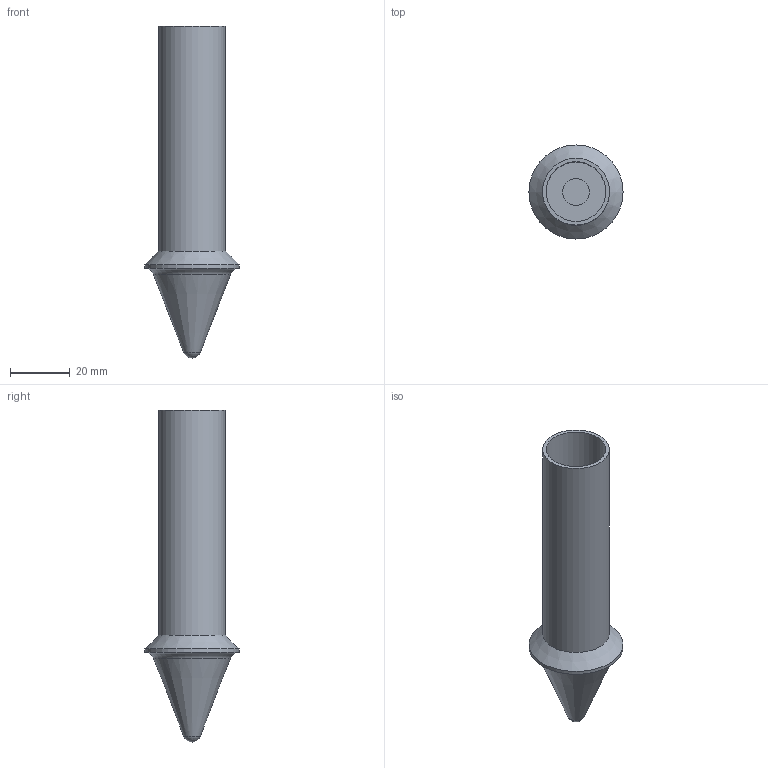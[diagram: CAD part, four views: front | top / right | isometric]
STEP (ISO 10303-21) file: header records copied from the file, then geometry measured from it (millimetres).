
FILE_DESCRIPTION(/* description */ ('','CAx-IF Rec.Pracs.---Representation and Presentation of Product Manufacturing Information (PMI)---4.0---2014-10-13'),/* implementation_level */ '2;1');
FILE_NAME(/* name */ 'Static Marker Barrel.stp',/* time_stamp */ '2022-05-22T14:37:43-04:00',/* author */ ('smiku'),/* organization */ (''),/* preprocessor_version */ 'ST-DEVELOPER v18.1',/* originating_system */ 'Autodesk Inventor 2022',/* authorisation */ '');
FILE_SCHEMA (('AP242_MANAGED_MODEL_BASED_3D_ENGINEERING_MIM_LF { 1 0 10303 442 1 1 4 }'));
Length unit declared in the file: millimetre
Products named in the file (1): Static Marker Barrel
Bounding box: 31.5 x 31.5 x 111.2 mm (x, y, z)
Volume: 15759.8 mm3; surface area: 13421.9 mm2
Topology: 1 solids, 1 shells, 11 faces, 21 edges, 13 vertices
Faces by surface type: cylinder 4, plane 3, cone 2, sphere 1, torus 1
Full cylindrical faces by diameter (mm): 9 x1, 20 x1, 22.4 x1, 31.5 x1
Entity records: 411 total; most frequent: DIRECTION 84, CARTESIAN_POINT 62, ORIENTED_EDGE 40, AXIS2_PLACEMENT_3D 39, EDGE_CURVE 20, CIRCLE 14, EDGE_LOOP 13, VERTEX_POINT 13
